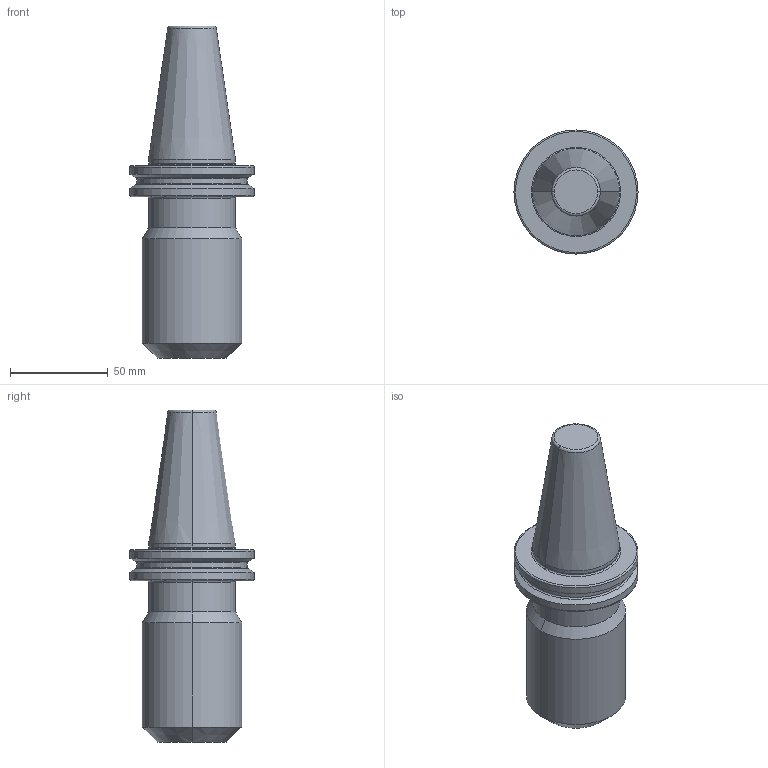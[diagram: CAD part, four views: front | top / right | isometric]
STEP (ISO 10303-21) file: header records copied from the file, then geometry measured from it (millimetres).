
FILE_DESCRIPTION(/* description */ (''),/* implementation_level */ '2;1');
FILE_NAME(/* name */ '1614229652502.stp',/* time_stamp */ '2021-02-25T10:37:48+05:00',/* author */ (''),/* organization */ ('SMS'),/* preprocessor_version */ 'ST-DEVELOPER v16.7',/* originating_system */ 'SIEMENS PLM Software NX 12.0',/* authorisation */ '');
FILE_SCHEMA (('AUTOMOTIVE_DESIGN { 1 0 10303 214 3 1 1 1 }'));
Length unit declared in the file: millimetre
Products named in the file (1): 203314208mod000_00
Bounding box: 63.5 x 63.5 x 169.85 mm (x, y, z)
Volume: 271484.1 mm3; surface area: 29403.9 mm2
Topology: 1 solids, 1 shells, 37 faces, 71 edges, 43 vertices
Faces by surface type: torus 12, cone 10, cylinder 9, plane 6
Full cylindrical faces by diameter (mm): 56.35 x1, 63.5 x2
Entity records: 1010 total; most frequent: DIRECTION 205, CARTESIAN_POINT 155, ORIENTED_EDGE 142, AXIS2_PLACEMENT_3D 93, EDGE_CURVE 71, CIRCLE 52, EDGE_LOOP 41, VERTEX_POINT 40
